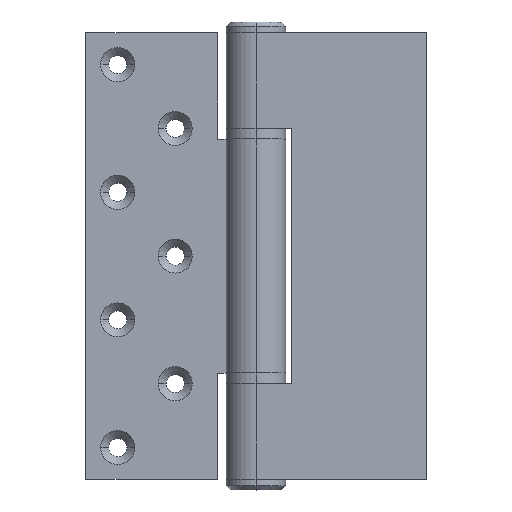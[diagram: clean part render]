
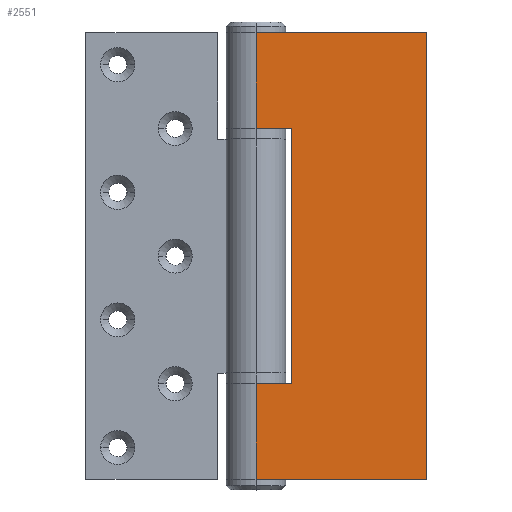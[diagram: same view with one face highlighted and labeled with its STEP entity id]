
A CAD part, top view. The second image highlights one B-rep face of the part: STEP entity #2551.
In plain terms, the highlighted planar face has unit normal (0, 0, 1).
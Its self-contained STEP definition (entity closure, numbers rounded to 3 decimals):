
#175 = VERTEX_POINT ( 'NONE', #2902 ) ;
#179 = VERTEX_POINT ( 'NONE', #2901 ) ;
#212 = EDGE_CURVE ( 'NONE', #179, #175, #2954, .T. ) ;
#234 = VERTEX_POINT ( 'NONE', #2974 ) ;
#629 = VECTOR ( 'NONE', #635, 1000. ) ;
#635 = DIRECTION ( 'NONE',  ( 1., 0., 0. ) ) ;
#1237 = CARTESIAN_POINT ( 'NONE',  ( 80., 105., 14.05 ) ) ;
#1294 = DIRECTION ( 'NONE',  ( 0., -1., 0. ) ) ;
#1295 = VECTOR ( 'NONE', #1294, 1000. ) ;
#1296 = CARTESIAN_POINT ( 'NONE',  ( 0., 105., 14.05 ) ) ;
#1297 = LINE ( 'NONE', #1296, #1295 ) ;
#1312 = CARTESIAN_POINT ( 'NONE',  ( 0., 105., 14.05 ) ) ;
#1335 = DIRECTION ( 'NONE',  ( 1., 0., 0. ) ) ;
#1336 = VECTOR ( 'NONE', #1335, 1000. ) ;
#1337 = CARTESIAN_POINT ( 'NONE',  ( 80., -105., 14.05 ) ) ;
#1338 = LINE ( 'NONE', #1337, #1336 ) ;
#1355 = DIRECTION ( 'NONE',  ( 0., -1., 0. ) ) ;
#1356 = VECTOR ( 'NONE', #1355, 1000. ) ;
#1357 = CARTESIAN_POINT ( 'NONE',  ( 80., 105., 14.05 ) ) ;
#1358 = LINE ( 'NONE', #1357, #1356 ) ;
#1363 = CARTESIAN_POINT ( 'NONE',  ( 80., -105., 14.05 ) ) ;
#1375 = DIRECTION ( 'NONE',  ( 1., 0., 0. ) ) ;
#1376 = VECTOR ( 'NONE', #1375, 1000. ) ;
#1377 = CARTESIAN_POINT ( 'NONE',  ( 80., 105., 14.05 ) ) ;
#1378 = LINE ( 'NONE', #1377, #1376 ) ;
#1394 = CARTESIAN_POINT ( 'NONE',  ( 80., 60., 14.05 ) ) ;
#1395 = LINE ( 'NONE', #1394, #629 ) ;
#1397 = DIRECTION ( 'NONE',  ( -1., 0., 0. ) ) ;
#1398 = DIRECTION ( 'NONE',  ( 0., 0., -1. ) ) ;
#1399 = CARTESIAN_POINT ( 'NONE',  ( 80., 105., 14.05 ) ) ;
#1400 = AXIS2_PLACEMENT_3D ( 'NONE', #1399, #1398, #1397 ) ;
#1401 = PLANE ( 'NONE',  #1400 ) ;
#1402 = FACE_OUTER_BOUND ( 'NONE', #2552, .T. ) ;
#1419 = DIRECTION ( 'NONE',  ( -1., 0., 0. ) ) ;
#1420 = VECTOR ( 'NONE', #1419, 1000. ) ;
#1421 = CARTESIAN_POINT ( 'NONE',  ( 80., -60., 14.05 ) ) ;
#1422 = LINE ( 'NONE', #1421, #1420 ) ;
#1450 = CARTESIAN_POINT ( 'NONE',  ( 16.85, -60., 14.05 ) ) ;
#1451 = DIRECTION ( 'NONE',  ( 0., -1., 0. ) ) ;
#1452 = VECTOR ( 'NONE', #1451, 1000. ) ;
#1453 = CARTESIAN_POINT ( 'NONE',  ( 16.85, 105., 14.05 ) ) ;
#1454 = LINE ( 'NONE', #1453, #1452 ) ;
#1455 = CARTESIAN_POINT ( 'NONE',  ( 16.85, 60., 14.05 ) ) ;
#2461 = VERTEX_POINT ( 'NONE', #1237 ) ;
#2465 = EDGE_CURVE ( 'NONE', #2486, #234, #1297, .T. ) ;
#2486 = VERTEX_POINT ( 'NONE', #1312 ) ;
#2495 = EDGE_CURVE ( 'NONE', #2461, #2529, #1358, .T. ) ;
#2505 = EDGE_CURVE ( 'NONE', #175, #2529, #1338, .T. ) ;
#2521 = EDGE_CURVE ( 'NONE', #2486, #2461, #1378, .T. ) ;
#2529 = VERTEX_POINT ( 'NONE', #1363 ) ;
#2535 = ORIENTED_EDGE ( 'NONE', *, *, #2536, .T. ) ;
#2536 = EDGE_CURVE ( 'NONE', #2559, #179, #1422, .T. ) ;
#2537 = ORIENTED_EDGE ( 'NONE', *, *, #212, .T. ) ;
#2538 = ORIENTED_EDGE ( 'NONE', *, *, #2505, .T. ) ;
#2539 = ORIENTED_EDGE ( 'NONE', *, *, #2495, .F. ) ;
#2540 = ORIENTED_EDGE ( 'NONE', *, *, #2521, .F. ) ;
#2551 = ADVANCED_FACE ( 'NONE', ( #1402 ), #1401, .F. ) ;
#2552 = EDGE_LOOP ( 'NONE', ( #2553, #2554, #2557, #2535, #2537, #2538, #2539, #2540 ) ) ;
#2553 = ORIENTED_EDGE ( 'NONE', *, *, #2465, .T. ) ;
#2554 = ORIENTED_EDGE ( 'NONE', *, *, #2555, .T. ) ;
#2555 = EDGE_CURVE ( 'NONE', #234, #2556, #1395, .T. ) ;
#2556 = VERTEX_POINT ( 'NONE', #1455 ) ;
#2557 = ORIENTED_EDGE ( 'NONE', *, *, #2558, .T. ) ;
#2558 = EDGE_CURVE ( 'NONE', #2556, #2559, #1454, .T. ) ;
#2559 = VERTEX_POINT ( 'NONE', #1450 ) ;
#2901 = CARTESIAN_POINT ( 'NONE',  ( 0., -60., 14.05 ) ) ;
#2902 = CARTESIAN_POINT ( 'NONE',  ( 0., -105., 14.05 ) ) ;
#2951 = DIRECTION ( 'NONE',  ( 0., -1., 0. ) ) ;
#2952 = VECTOR ( 'NONE', #2951, 1000. ) ;
#2953 = CARTESIAN_POINT ( 'NONE',  ( 0., 105., 14.05 ) ) ;
#2954 = LINE ( 'NONE', #2953, #2952 ) ;
#2974 = CARTESIAN_POINT ( 'NONE',  ( 0., 60., 14.05 ) ) ;
